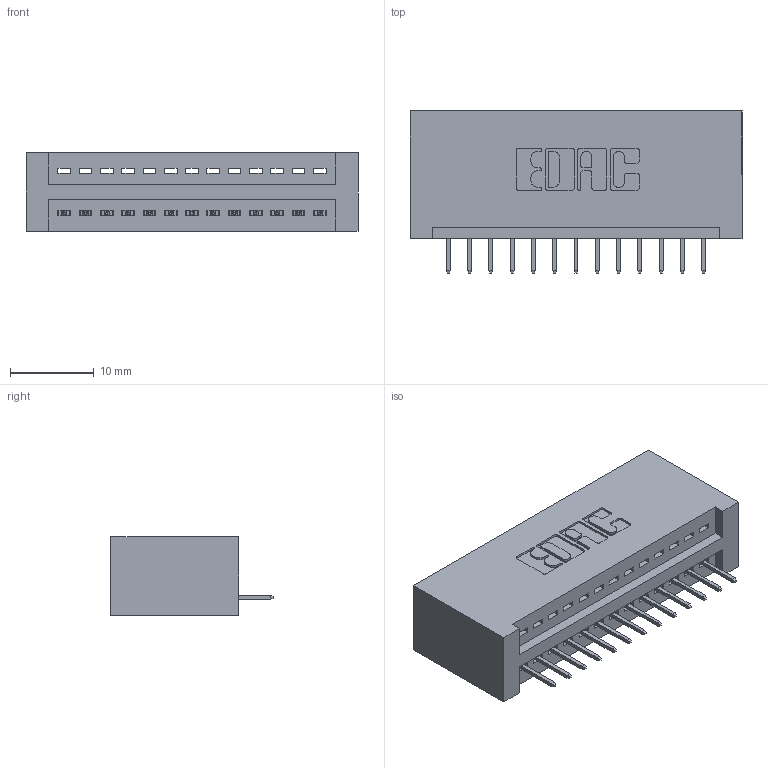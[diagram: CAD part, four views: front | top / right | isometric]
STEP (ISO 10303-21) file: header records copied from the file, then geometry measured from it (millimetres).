
FILE_DESCRIPTION (( 'STEP AP203' ), '1' );
FILE_NAME ('345-013-524-101.STEP', '2019-10-04T03:36:13', ( '' ), ( '' ), 'SwSTEP 2.0', 'SolidWorks 2016', '' );
FILE_SCHEMA (( 'CONFIG_CONTROL_DESIGN' ));
Length unit declared in the file: inch
Products named in the file (3): 345 Part_No Mounting Lugs; 345-292-001_345-293-124; 345-013-524-101
Assembly tree (14 placements, depth 2):
  345-013-524-101
    345 Part_No Mounting Lugs
    345-292-001_345-293-124  x13
Bounding box: 39.62 x 19.35 x 9.4 mm (x, y, z)
Volume: 4059 mm3; surface area: 5025.8 mm2
Topology: 14 solids, 14 shells, 924 faces, 2657 edges, 1718 vertices
Faces by surface type: plane 674, cylinder 250
Entity records: 13485 total; most frequent: CARTESIAN_POINT 2343, ORIENTED_EDGE 2290, DIRECTION 2083, EDGE_CURVE 1145, LINE 973, VECTOR 973, VERTEX_POINT 758, AXIS2_PLACEMENT_3D 555
